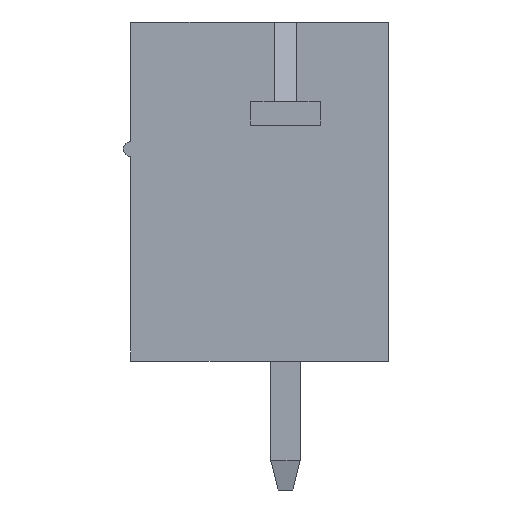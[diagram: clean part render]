
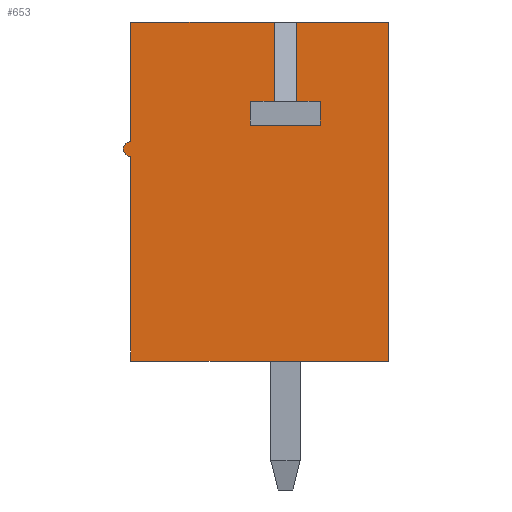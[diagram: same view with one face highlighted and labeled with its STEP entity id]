
A CAD part, left-side view. The second image highlights one B-rep face of the part: STEP entity #653.
In plain terms, the highlighted planar face has unit normal (-1, 0, 0).
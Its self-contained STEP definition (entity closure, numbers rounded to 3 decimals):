
#653 = ADVANCED_FACE( '', ( #1506 ), #1507, .F. );
#1506 = FACE_OUTER_BOUND( '', #2596, .T. );
#1507 = PLANE( '', #2597 );
#2596 = EDGE_LOOP( '', ( #4261, #4262, #4263, #4264, #4265, #4266, #4267, #4268, #4269, #4270, #4271, #4272, #4273, #4274 ) );
#2597 = AXIS2_PLACEMENT_3D( '', #4275, #4276, #4277 );
#4261 = ORIENTED_EDGE( '', *, *, #7252, .T. );
#4262 = ORIENTED_EDGE( '', *, *, #7253, .T. );
#4263 = ORIENTED_EDGE( '', *, *, #7254, .F. );
#4264 = ORIENTED_EDGE( '', *, *, #7255, .T. );
#4265 = ORIENTED_EDGE( '', *, *, #7256, .T. );
#4266 = ORIENTED_EDGE( '', *, *, #7257, .T. );
#4267 = ORIENTED_EDGE( '', *, *, #6744, .F. );
#4268 = ORIENTED_EDGE( '', *, *, #7258, .F. );
#4269 = ORIENTED_EDGE( '', *, *, #7259, .F. );
#4270 = ORIENTED_EDGE( '', *, *, #7260, .T. );
#4271 = ORIENTED_EDGE( '', *, *, #7261, .T. );
#4272 = ORIENTED_EDGE( '', *, *, #6783, .T. );
#4273 = ORIENTED_EDGE( '', *, *, #7262, .T. );
#4274 = ORIENTED_EDGE( '', *, *, #7263, .T. );
#4275 = CARTESIAN_POINT( '', ( -12.8, 0., 0. ) );
#4276 = DIRECTION( '', ( 1., 0., 0. ) );
#4277 = DIRECTION( '', ( 0., 0., -1. ) );
#6744 = EDGE_CURVE( '', #8088, #8090, #8091, .T. );
#6783 = EDGE_CURVE( '', #8164, #8165, #8166, .T. );
#7252 = EDGE_CURVE( '', #8967, #8968, #8969, .T. );
#7253 = EDGE_CURVE( '', #8968, #8655, #8970, .T. );
#7254 = EDGE_CURVE( '', #8971, #8655, #8972, .T. );
#7255 = EDGE_CURVE( '', #8971, #8973, #8974, .T. );
#7256 = EDGE_CURVE( '', #8973, #8975, #8976, .F. );
#7257 = EDGE_CURVE( '', #8975, #8090, #8977, .T. );
#7258 = EDGE_CURVE( '', #8978, #8088, #8979, .T. );
#7259 = EDGE_CURVE( '', #8652, #8978, #8980, .T. );
#7260 = EDGE_CURVE( '', #8652, #8981, #8982, .T. );
#7261 = EDGE_CURVE( '', #8981, #8164, #8983, .T. );
#7262 = EDGE_CURVE( '', #8165, #8984, #8985, .T. );
#7263 = EDGE_CURVE( '', #8984, #8967, #8986, .T. );
#8088 = VERTEX_POINT( '', #10081 );
#8090 = VERTEX_POINT( '', #10084 );
#8091 = LINE( '', #10085, #10086 );
#8164 = VERTEX_POINT( '', #10193 );
#8165 = VERTEX_POINT( '', #10194 );
#8166 = LINE( '', #10195, #10196 );
#8652 = VERTEX_POINT( '', #10893 );
#8655 = VERTEX_POINT( '', #10897 );
#8967 = VERTEX_POINT( '', #11354 );
#8968 = VERTEX_POINT( '', #11355 );
#8969 = LINE( '', #11356, #11357 );
#8970 = LINE( '', #11358, #11359 );
#8971 = VERTEX_POINT( '', #11360 );
#8972 = LINE( '', #11361, #11362 );
#8973 = VERTEX_POINT( '', #11363 );
#8974 = LINE( '', #11364, #11365 );
#8975 = VERTEX_POINT( '', #11366 );
#8976 = CIRCLE( '', #11367, 0.2 );
#8977 = LINE( '', #11368, #11369 );
#8978 = VERTEX_POINT( '', #11370 );
#8979 = LINE( '', #11371, #11372 );
#8980 = LINE( '', #11373, #11374 );
#8981 = VERTEX_POINT( '', #11375 );
#8982 = LINE( '', #11376, #11377 );
#8983 = LINE( '', #11378, #11379 );
#8984 = VERTEX_POINT( '', #11380 );
#8985 = LINE( '', #11381, #11382 );
#8986 = LINE( '', #11383, #11384 );
#10081 = CARTESIAN_POINT( '', ( -12.8, -3.6, -4.6 ) );
#10084 = CARTESIAN_POINT( '', ( -12.8, 3.4, -4.6 ) );
#10085 = CARTESIAN_POINT( '', ( -12.8, -3.6, -4.6 ) );
#10086 = VECTOR( '', #12912, 1000. );
#10193 = CARTESIAN_POINT( '', ( -12.8, -1.75, 2.45 ) );
#10194 = CARTESIAN_POINT( '', ( -12.8, -1.75, 1.8 ) );
#10195 = CARTESIAN_POINT( '', ( -12.8, -1.75, 2.45 ) );
#10196 = VECTOR( '', #12950, 1000. );
#10893 = CARTESIAN_POINT( '', ( -12.8, -1.1, 4.6 ) );
#10897 = CARTESIAN_POINT( '', ( -12.8, -0.5, 4.6 ) );
#11354 = CARTESIAN_POINT( '', ( -12.8, 0.15, 2.45 ) );
#11355 = CARTESIAN_POINT( '', ( -12.8, -0.5, 2.45 ) );
#11356 = CARTESIAN_POINT( '', ( -12.8, 0.15, 2.45 ) );
#11357 = VECTOR( '', #13380, 1000. );
#11358 = CARTESIAN_POINT( '', ( -12.8, -0.5, 2.45 ) );
#11359 = VECTOR( '', #13381, 1000. );
#11360 = CARTESIAN_POINT( '', ( -12.8, 3.4, 4.6 ) );
#11361 = CARTESIAN_POINT( '', ( -12.8, 3.6, 4.6 ) );
#11362 = VECTOR( '', #13382, 1000. );
#11363 = CARTESIAN_POINT( '', ( -12.8, 3.4, 1.35 ) );
#11364 = CARTESIAN_POINT( '', ( -12.8, 3.4, 0. ) );
#11365 = VECTOR( '', #13383, 1000. );
#11366 = CARTESIAN_POINT( '', ( -12.8, 3.4, 0.95 ) );
#11367 = AXIS2_PLACEMENT_3D( '', #13384, #13385, #13386 );
#11368 = CARTESIAN_POINT( '', ( -12.8, 3.4, 0. ) );
#11369 = VECTOR( '', #13387, 1000. );
#11370 = CARTESIAN_POINT( '', ( -12.8, -3.6, 4.6 ) );
#11371 = CARTESIAN_POINT( '', ( -12.8, -3.6, 4.6 ) );
#11372 = VECTOR( '', #13388, 1000. );
#11373 = CARTESIAN_POINT( '', ( -12.8, 3.6, 4.6 ) );
#11374 = VECTOR( '', #13389, 1000. );
#11375 = CARTESIAN_POINT( '', ( -12.8, -1.1, 2.45 ) );
#11376 = CARTESIAN_POINT( '', ( -12.8, -1.1, 4.6 ) );
#11377 = VECTOR( '', #13390, 1000. );
#11378 = CARTESIAN_POINT( '', ( -12.8, -1.1, 2.45 ) );
#11379 = VECTOR( '', #13391, 1000. );
#11380 = CARTESIAN_POINT( '', ( -12.8, 0.15, 1.8 ) );
#11381 = CARTESIAN_POINT( '', ( -12.8, -1.75, 1.8 ) );
#11382 = VECTOR( '', #13392, 1000. );
#11383 = CARTESIAN_POINT( '', ( -12.8, 0.15, 1.8 ) );
#11384 = VECTOR( '', #13393, 1000. );
#12912 = DIRECTION( '', ( 0., 1., 0. ) );
#12950 = DIRECTION( '', ( 0., 0., -1. ) );
#13380 = DIRECTION( '', ( 0., -1., 0. ) );
#13381 = DIRECTION( '', ( 0., 0., 1. ) );
#13382 = DIRECTION( '', ( 0., -1., 0. ) );
#13383 = DIRECTION( '', ( 0., 0., -1. ) );
#13384 = CARTESIAN_POINT( '', ( -12.8, 3.4, 1.15 ) );
#13385 = DIRECTION( '', ( 1., 0., 0. ) );
#13386 = DIRECTION( '', ( 0., 0., -1. ) );
#13387 = DIRECTION( '', ( 0., 0., -1. ) );
#13388 = DIRECTION( '', ( 0., 0., -1. ) );
#13389 = DIRECTION( '', ( 0., -1., 0. ) );
#13390 = DIRECTION( '', ( 0., 0., -1. ) );
#13391 = DIRECTION( '', ( 0., -1., 0. ) );
#13392 = DIRECTION( '', ( 0., 1., 0. ) );
#13393 = DIRECTION( '', ( 0., 0., 1. ) );
